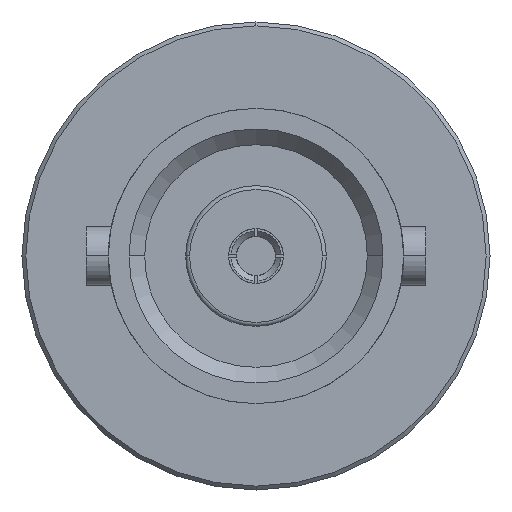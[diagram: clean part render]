
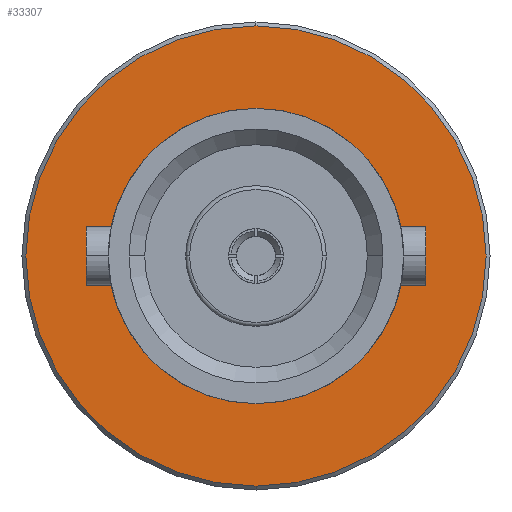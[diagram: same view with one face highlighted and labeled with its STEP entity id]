
A CAD part, left-side view. The second image highlights one B-rep face of the part: STEP entity #33307.
In plain terms, the highlighted planar face has unit normal (-1, 0, 0).
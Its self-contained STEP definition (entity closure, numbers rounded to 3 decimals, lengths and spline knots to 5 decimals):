
#119 = CARTESIAN_POINT ( 'NONE',  ( 0.427, 0., 0. ) ) ;
#1747 = VERTEX_POINT ( 'NONE', #22086 ) ;
#2297 = CIRCLE ( 'NONE', #8919, 0.29445 ) ;
#2852 = DIRECTION ( 'NONE',  ( 0., 0., 1. ) ) ;
#4599 = ORIENTED_EDGE ( 'NONE', *, *, #25086, .T. ) ;
#5541 = FACE_OUTER_BOUND ( 'NONE', #11185, .T. ) ;
#5711 = CARTESIAN_POINT ( 'NONE',  ( 0.427, 0., 0.29445 ) ) ;
#7336 = DIRECTION ( 'NONE',  ( 1., 0., 0. ) ) ;
#7858 = DIRECTION ( 'NONE',  ( 1., 0., 0. ) ) ;
#8919 = AXIS2_PLACEMENT_3D ( 'NONE', #11779, #9259, #14389 ) ;
#9259 = DIRECTION ( 'NONE',  ( -1., 0., 0. ) ) ;
#9628 = ORIENTED_EDGE ( 'NONE', *, *, #32554, .T. ) ;
#11185 = EDGE_LOOP ( 'NONE', ( #12461, #23186 ) ) ;
#11779 = CARTESIAN_POINT ( 'NONE',  ( 0.427, 0., 0. ) ) ;
#12338 = DIRECTION ( 'NONE',  ( 0., 0., 1. ) ) ;
#12461 = ORIENTED_EDGE ( 'NONE', *, *, #15589, .T. ) ;
#13704 = DIRECTION ( 'NONE',  ( -1., 0., 0. ) ) ;
#14207 = CIRCLE ( 'NONE', #24135, 0.189 ) ;
#14389 = DIRECTION ( 'NONE',  ( 0., 0., 1. ) ) ;
#15589 = EDGE_CURVE ( 'NONE', #1747, #18785, #25585, .T. ) ;
#18785 = VERTEX_POINT ( 'NONE', #5711 ) ;
#19653 = DIRECTION ( 'NONE',  ( -1., 0., 0. ) ) ;
#19985 = DIRECTION ( 'NONE',  ( 0., 0., 1. ) ) ;
#21989 = VERTEX_POINT ( 'NONE', #25191 ) ;
#22086 = CARTESIAN_POINT ( 'NONE',  ( 0.427, 0., -0.29445 ) ) ;
#23186 = ORIENTED_EDGE ( 'NONE', *, *, #32278, .T. ) ;
#23733 = PLANE ( 'NONE',  #23985 ) ;
#23985 = AXIS2_PLACEMENT_3D ( 'NONE', #31576, #13704, #24176 ) ;
#24135 = AXIS2_PLACEMENT_3D ( 'NONE', #119, #7858, #2852 ) ;
#24176 = DIRECTION ( 'NONE',  ( 0., 0., 1. ) ) ;
#24674 = CIRCLE ( 'NONE', #32239, 0.189 ) ;
#25086 = EDGE_CURVE ( 'NONE', #32593, #21989, #14207, .T. ) ;
#25191 = CARTESIAN_POINT ( 'NONE',  ( 0.427, 0.189, 0. ) ) ;
#25547 = CARTESIAN_POINT ( 'NONE',  ( 0.427, -0.189, 0. ) ) ;
#25585 = CIRCLE ( 'NONE', #30782, 0.29445 ) ;
#25880 = EDGE_LOOP ( 'NONE', ( #4599, #9628 ) ) ;
#28349 = CARTESIAN_POINT ( 'NONE',  ( 0.427, 0., 0. ) ) ;
#29921 = FACE_BOUND ( 'NONE', #25880, .T. ) ;
#30782 = AXIS2_PLACEMENT_3D ( 'NONE', #32821, #19653, #19985 ) ;
#31576 = CARTESIAN_POINT ( 'NONE',  ( 0.427, 0.09605, 0. ) ) ;
#32239 = AXIS2_PLACEMENT_3D ( 'NONE', #28349, #7336, #12338 ) ;
#32278 = EDGE_CURVE ( 'NONE', #18785, #1747, #2297, .T. ) ;
#32554 = EDGE_CURVE ( 'NONE', #21989, #32593, #24674, .T. ) ;
#32593 = VERTEX_POINT ( 'NONE', #25547 ) ;
#32821 = CARTESIAN_POINT ( 'NONE',  ( 0.427, 0., 0. ) ) ;
#33307 = ADVANCED_FACE ( 'NONE', ( #5541, #29921 ), #23733, .T. ) ;
